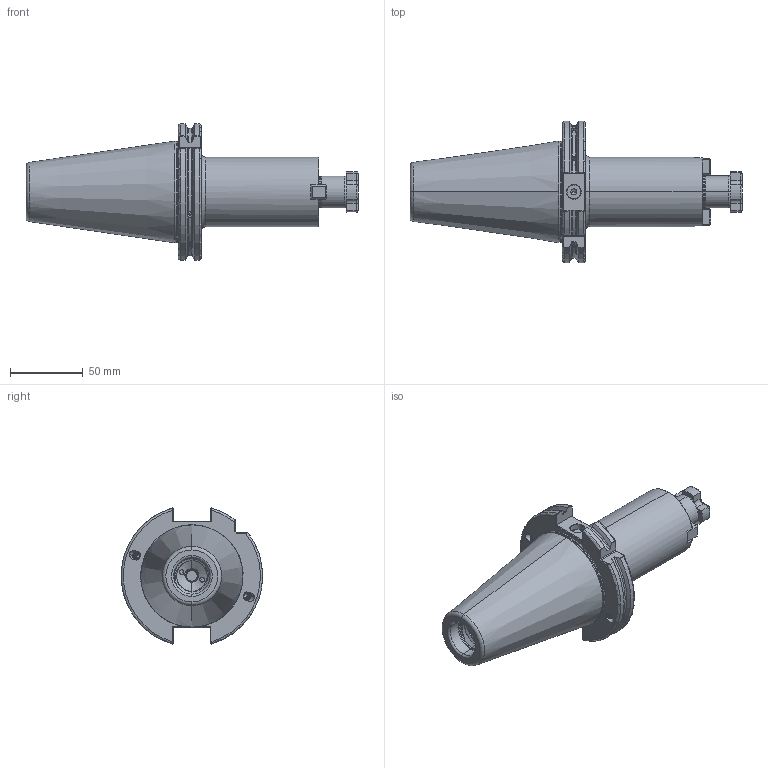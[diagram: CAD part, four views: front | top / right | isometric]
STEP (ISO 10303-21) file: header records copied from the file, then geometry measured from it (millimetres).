
FILE_DESCRIPTION (( 'STEP AP203' ), '1' );
FILE_NAME ('503.11.22.1.STEP', '2016-07-23T03:02:19', ( '' ), ( '' ), 'SwSTEP 2.0', 'SolidWorks 2012', '' );
FILE_SCHEMA (( 'CONFIG_CONTROL_DESIGN' ));
Length unit declared in the file: millimetre
Products named in the file (5): 503.11.22.1; 102.11.22_M4xP0.7-12L; 面銑刀墊塊22; 十字螺絲FMB22
Assembly tree (6 placements, depth 2):
  503.11.22.1
    503.11.22.1
    十字螺絲FMB22
    面銑刀墊塊22  x2
    102.11.22_M4xP0.7-12L  x2
Bounding box: 228.75 x 97.32 x 93.81 mm (x, y, z)
Volume: 449616 mm3; surface area: 72240.3 mm2
Topology: 6 solids, 6 shells, 641 faces, 1701 edges, 1062 vertices
Faces by surface type: cylinder 302, plane 166, cone 71, torus 63, bspline 39
Entity records: 40014 total; most frequent: CARTESIAN_POINT 27412, ORIENTED_EDGE 2876, DIRECTION 2154, EDGE_CURVE 1438, VERTEX_POINT 912, AXIS2_PLACEMENT_3D 820, EDGE_LOOP 562, FACE_OUTER_BOUND 540
